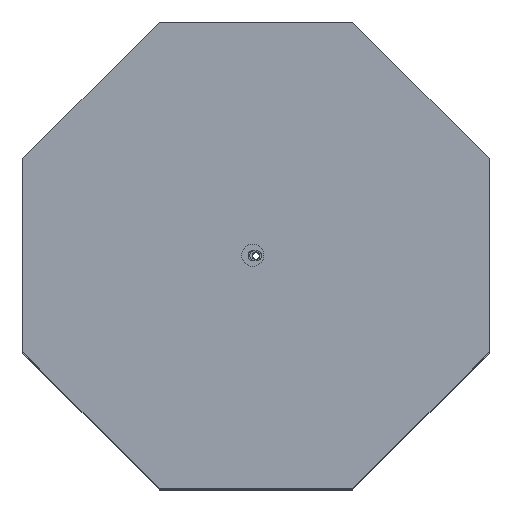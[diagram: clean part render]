
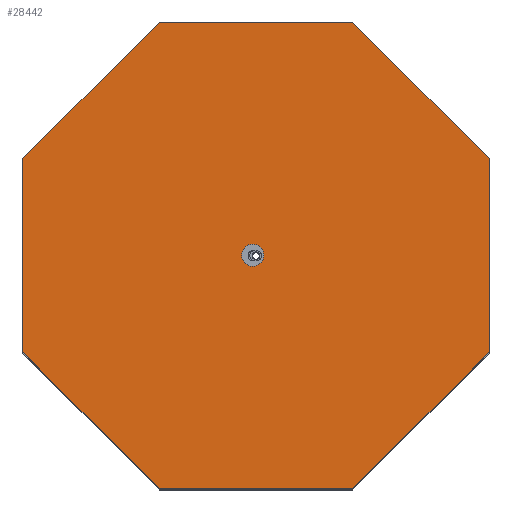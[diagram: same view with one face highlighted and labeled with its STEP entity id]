
A CAD part, top view. The second image highlights one B-rep face of the part: STEP entity #28442.
In plain terms, the highlighted planar face has unit normal (0, 0, 1).
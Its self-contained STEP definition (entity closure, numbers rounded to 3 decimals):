
#269=FACE_BOUND('',#3348,.T.);
#449=CIRCLE('',#30293,125.);
#1852=FACE_OUTER_BOUND('',#3347,.T.);
#3347=EDGE_LOOP('',(#25612,#25613,#25614,#25615,#25616,#25617,#25618,#25619));
#3348=EDGE_LOOP('',(#25620));
#7179=LINE('',#45267,#11041);
#7183=LINE('',#45275,#11045);
#7186=LINE('',#45281,#11048);
#7189=LINE('',#45287,#11051);
#7192=LINE('',#45293,#11054);
#7195=LINE('',#45299,#11057);
#7198=LINE('',#45305,#11060);
#7201=LINE('',#45310,#11063);
#11041=VECTOR('',#37175,10.);
#11045=VECTOR('',#37181,10.);
#11048=VECTOR('',#37186,10.);
#11051=VECTOR('',#37191,10.);
#11054=VECTOR('',#37196,10.);
#11057=VECTOR('',#37201,10.);
#11060=VECTOR('',#37206,10.);
#11063=VECTOR('',#37211,10.);
#13705=VERTEX_POINT('',#45265);
#13706=VERTEX_POINT('',#45266);
#13709=VERTEX_POINT('',#45274);
#13711=VERTEX_POINT('',#45280);
#13713=VERTEX_POINT('',#45286);
#13715=VERTEX_POINT('',#45292);
#13717=VERTEX_POINT('',#45298);
#13719=VERTEX_POINT('',#45304);
#13722=VERTEX_POINT('',#45316);
#17667=EDGE_CURVE('',#13705,#13706,#7179,.T.);
#17671=EDGE_CURVE('',#13706,#13709,#7183,.T.);
#17674=EDGE_CURVE('',#13709,#13711,#7186,.T.);
#17677=EDGE_CURVE('',#13711,#13713,#7189,.T.);
#17680=EDGE_CURVE('',#13713,#13715,#7192,.T.);
#17683=EDGE_CURVE('',#13715,#13717,#7195,.T.);
#17686=EDGE_CURVE('',#13717,#13719,#7198,.T.);
#17689=EDGE_CURVE('',#13719,#13705,#7201,.T.);
#17692=EDGE_CURVE('',#13722,#13722,#449,.T.);
#25612=ORIENTED_EDGE('',*,*,#17677,.F.);
#25613=ORIENTED_EDGE('',*,*,#17674,.F.);
#25614=ORIENTED_EDGE('',*,*,#17671,.F.);
#25615=ORIENTED_EDGE('',*,*,#17667,.F.);
#25616=ORIENTED_EDGE('',*,*,#17689,.F.);
#25617=ORIENTED_EDGE('',*,*,#17686,.F.);
#25618=ORIENTED_EDGE('',*,*,#17683,.F.);
#25619=ORIENTED_EDGE('',*,*,#17680,.F.);
#25620=ORIENTED_EDGE('',*,*,#17692,.F.);
#27031=PLANE('',#30292);
#28442=ADVANCED_FACE('',(#1852,#269),#27031,.T.);
#30292=AXIS2_PLACEMENT_3D('',#45315,#37217,#37218);
#30293=AXIS2_PLACEMENT_3D('',#45317,#37219,#37220);
#37175=DIRECTION('',(-1.,0.,0.));
#37181=DIRECTION('',(-0.707,0.707,0.));
#37186=DIRECTION('',(0.,1.,0.));
#37191=DIRECTION('',(0.707,0.707,0.));
#37196=DIRECTION('',(1.,0.,0.));
#37201=DIRECTION('',(0.707,-0.707,0.));
#37206=DIRECTION('',(0.,-1.,0.));
#37211=DIRECTION('',(-0.707,-0.707,0.));
#37217=DIRECTION('center_axis',(0.,0.,1.));
#37218=DIRECTION('ref_axis',(1.,0.,0.));
#37219=DIRECTION('center_axis',(0.,0.,1.));
#37220=DIRECTION('ref_axis',(1.,0.,0.));
#45265=CARTESIAN_POINT('',(1087.725,-2626.,4316.25));
#45266=CARTESIAN_POINT('',(-1087.725,-2626.,4316.25));
#45267=CARTESIAN_POINT('',(0.,-2626.,4316.25));
#45274=CARTESIAN_POINT('',(-2626.,-1087.725,4316.25));
#45275=CARTESIAN_POINT('',(-1856.862,-1856.862,4316.25));
#45280=CARTESIAN_POINT('',(-2626.,1087.725,4316.25));
#45281=CARTESIAN_POINT('',(-2626.,0.,4316.25));
#45286=CARTESIAN_POINT('',(-1087.725,2626.,4316.25));
#45287=CARTESIAN_POINT('',(-1856.862,1856.862,4316.25));
#45292=CARTESIAN_POINT('',(1087.725,2626.,4316.25));
#45293=CARTESIAN_POINT('',(0.,2626.,4316.25));
#45298=CARTESIAN_POINT('',(2626.,1087.725,4316.25));
#45299=CARTESIAN_POINT('',(1856.862,1856.862,4316.25));
#45304=CARTESIAN_POINT('',(2626.,-1087.725,4316.25));
#45305=CARTESIAN_POINT('',(2626.,0.,4316.25));
#45310=CARTESIAN_POINT('',(1856.862,-1856.862,4316.25));
#45315=CARTESIAN_POINT('Origin',(0.,125.,4316.25));
#45316=CARTESIAN_POINT('',(-37.5,-125.,4316.25));
#45317=CARTESIAN_POINT('Origin',(-37.5,0.,4316.25));
